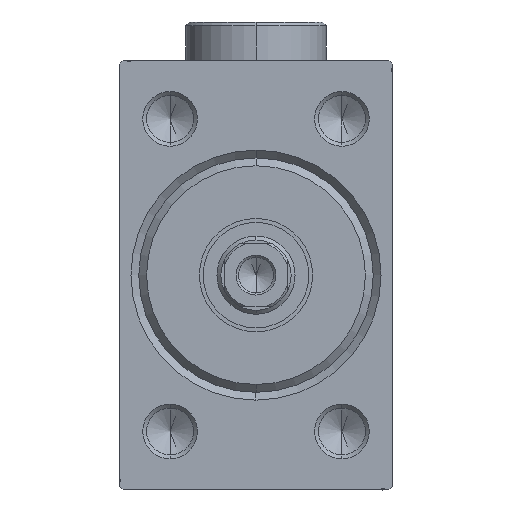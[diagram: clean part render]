
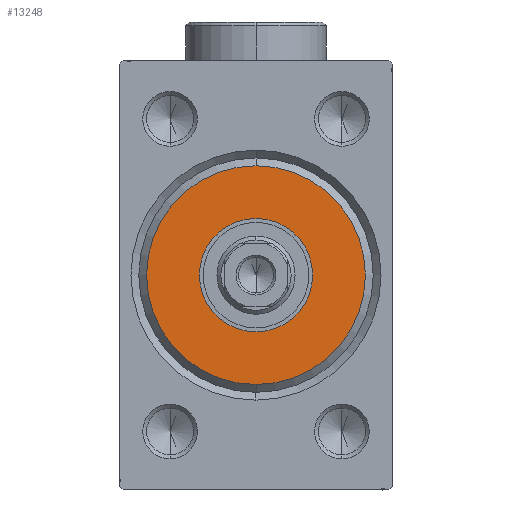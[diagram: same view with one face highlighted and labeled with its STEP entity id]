
A CAD part, left-side view. The second image highlights one B-rep face of the part: STEP entity #13248.
In plain terms, the highlighted face is planar.
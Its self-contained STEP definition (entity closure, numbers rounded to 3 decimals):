
#35 = CARTESIAN_POINT ( 'NONE',  ( 3., 0., 14. ) ) ;
#77 = ORIENTED_EDGE ( 'NONE', *, *, #32301, .F. ) ;
#198 = FACE_BOUND ( 'NONE', #1501, .T. ) ;
#1127 = VERTEX_POINT ( 'NONE', #39941 ) ;
#1250 = ORIENTED_EDGE ( 'NONE', *, *, #25250, .F. ) ;
#1501 = EDGE_LOOP ( 'NONE', ( #77, #1250 ) ) ;
#3659 = FACE_OUTER_BOUND ( 'NONE', #25220, .T. ) ;
#3980 = CARTESIAN_POINT ( 'NONE',  ( 3., 0., -7.25 ) ) ;
#4739 = DIRECTION ( 'NONE',  ( 0., 0., -1. ) ) ;
#5343 = CARTESIAN_POINT ( 'NONE',  ( 3., 0., 7.25 ) ) ;
#7125 = AXIS2_PLACEMENT_3D ( 'NONE', #39303, #15373, #35620 ) ;
#8250 = VERTEX_POINT ( 'NONE', #3980 ) ;
#8320 = CIRCLE ( 'NONE', #12003, 7.25 ) ;
#10776 = DIRECTION ( 'NONE',  ( 1., 0., 0. ) ) ;
#12003 = AXIS2_PLACEMENT_3D ( 'NONE', #25452, #22225, #4739 ) ;
#13248 = ADVANCED_FACE ( 'NONE', ( #3659, #198 ), #14234, .T. ) ;
#13292 = DIRECTION ( 'NONE',  ( 1., 0., 0. ) ) ;
#13316 = CIRCLE ( 'NONE', #14038, 7.25 ) ;
#13337 = EDGE_CURVE ( 'NONE', #41919, #1127, #18888, .T. ) ;
#13510 = EDGE_CURVE ( 'NONE', #1127, #41919, #43146, .T. ) ;
#13533 = CARTESIAN_POINT ( 'NONE',  ( 3., 0., 0. ) ) ;
#14038 = AXIS2_PLACEMENT_3D ( 'NONE', #13533, #28009, #17196 ) ;
#14234 = PLANE ( 'NONE',  #33577 ) ;
#14966 = ORIENTED_EDGE ( 'NONE', *, *, #13510, .T. ) ;
#15373 = DIRECTION ( 'NONE',  ( 1., 0., 0. ) ) ;
#17196 = DIRECTION ( 'NONE',  ( 0., 0., -1. ) ) ;
#18888 = CIRCLE ( 'NONE', #7125, 14. ) ;
#19827 = ORIENTED_EDGE ( 'NONE', *, *, #13337, .T. ) ;
#20861 = VERTEX_POINT ( 'NONE', #5343 ) ;
#22225 = DIRECTION ( 'NONE',  ( 1., 0., 0. ) ) ;
#23651 = DIRECTION ( 'NONE',  ( 0., 0., -1. ) ) ;
#24819 = DIRECTION ( 'NONE',  ( 0., 0., -1. ) ) ;
#25220 = EDGE_LOOP ( 'NONE', ( #19827, #14966 ) ) ;
#25250 = EDGE_CURVE ( 'NONE', #20861, #8250, #13316, .T. ) ;
#25452 = CARTESIAN_POINT ( 'NONE',  ( 3., 0., 0. ) ) ;
#28009 = DIRECTION ( 'NONE',  ( 1., 0., 0. ) ) ;
#29902 = AXIS2_PLACEMENT_3D ( 'NONE', #41134, #13292, #23651 ) ;
#32301 = EDGE_CURVE ( 'NONE', #8250, #20861, #8320, .T. ) ;
#33577 = AXIS2_PLACEMENT_3D ( 'NONE', #42306, #10776, #24819 ) ;
#35620 = DIRECTION ( 'NONE',  ( 0., 0., -1. ) ) ;
#39303 = CARTESIAN_POINT ( 'NONE',  ( 3., 0., 0. ) ) ;
#39941 = CARTESIAN_POINT ( 'NONE',  ( 3., 0., -14. ) ) ;
#41134 = CARTESIAN_POINT ( 'NONE',  ( 3., 0., 0. ) ) ;
#41919 = VERTEX_POINT ( 'NONE', #35 ) ;
#42306 = CARTESIAN_POINT ( 'NONE',  ( 3., 0., 0. ) ) ;
#43146 = CIRCLE ( 'NONE', #29902, 14. ) ;
